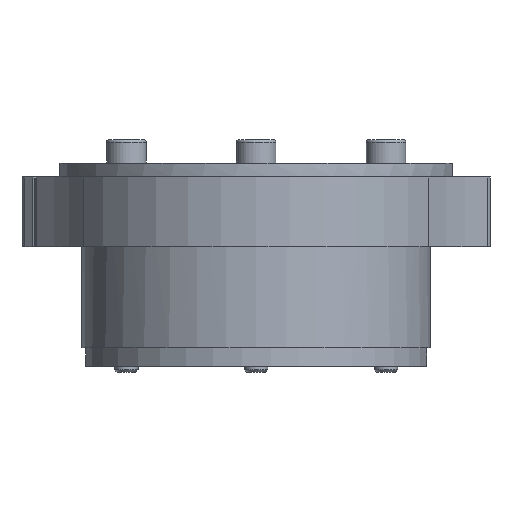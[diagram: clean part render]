
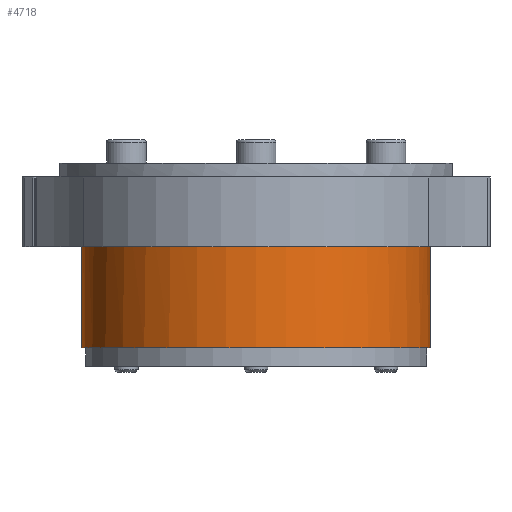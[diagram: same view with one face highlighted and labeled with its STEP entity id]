
A CAD part, front view. The second image highlights one B-rep face of the part: STEP entity #4718.
In plain terms, the highlighted cylindrical face has radius 37.5 mm (diameter 75 mm), a partial arc.
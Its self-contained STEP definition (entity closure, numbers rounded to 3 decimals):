
#103=CYLINDRICAL_SURFACE('',#5223,37.5);
#341=FACE_OUTER_BOUND('',#610,.T.);
#610=EDGE_LOOP('',(#3666,#3667,#3668,#3669,#3670,#3671));
#784=LINE('',#7076,#1134);
#785=LINE('',#7078,#1135);
#1134=VECTOR('',#5644,10.);
#1135=VECTOR('',#5647,10.);
#1617=CIRCLE('',#5208,37.5);
#1627=CIRCLE('',#5219,37.5);
#1629=CIRCLE('',#5221,37.5);
#1630=CIRCLE('',#5224,37.5);
#1769=VERTEX_POINT('',#7046);
#1770=VERTEX_POINT('',#7048);
#1777=VERTEX_POINT('',#7063);
#1780=VERTEX_POINT('',#7069);
#2021=VERTEX_POINT('',#7876);
#2025=VERTEX_POINT('',#7884);
#2244=EDGE_CURVE('',#1777,#1770,#784,.T.);
#2246=EDGE_CURVE('',#1769,#1780,#785,.T.);
#2589=EDGE_CURVE('',#1770,#1769,#1617,.T.);
#2603=EDGE_CURVE('',#2025,#1780,#1627,.T.);
#2605=EDGE_CURVE('',#1777,#2021,#1629,.T.);
#2606=EDGE_CURVE('',#2021,#2025,#1630,.T.);
#3666=ORIENTED_EDGE('',*,*,#2589,.T.);
#3667=ORIENTED_EDGE('',*,*,#2246,.T.);
#3668=ORIENTED_EDGE('',*,*,#2603,.F.);
#3669=ORIENTED_EDGE('',*,*,#2606,.F.);
#3670=ORIENTED_EDGE('',*,*,#2605,.F.);
#3671=ORIENTED_EDGE('',*,*,#2244,.T.);
#4718=ADVANCED_FACE('',(#341),#103,.T.);
#5208=AXIS2_PLACEMENT_3D('',#7857,#6348,#6349);
#5219=AXIS2_PLACEMENT_3D('',#7886,#6374,#6375);
#5221=AXIS2_PLACEMENT_3D('',#7888,#6378,#6379);
#5223=AXIS2_PLACEMENT_3D('',#7890,#6382,#6383);
#5224=AXIS2_PLACEMENT_3D('',#7891,#6384,#6385);
#5644=DIRECTION('',(0.,0.,-1.));
#5647=DIRECTION('',(0.,0.,1.));
#6348=DIRECTION('center_axis',(0.,0.,
1.));
#6349=DIRECTION('ref_axis',(-1.,0.,0.));
#6374=DIRECTION('center_axis',(0.,0.,
1.));
#6375=DIRECTION('ref_axis',(-1.,0.,0.));
#6378=DIRECTION('center_axis',(0.,0.,
1.));
#6379=DIRECTION('ref_axis',(-1.,0.,0.));
#6382=DIRECTION('center_axis',(0.,0.,
1.));
#6383=DIRECTION('ref_axis',(-1.,0.,0.));
#6384=DIRECTION('center_axis',(0.,0.,
1.));
#6385=DIRECTION('ref_axis',(-1.,0.,0.));
#7046=CARTESIAN_POINT('',(37.5,0.,-21.75));
#7048=CARTESIAN_POINT('',(-37.5,0.,-21.75));
#7063=CARTESIAN_POINT('',(-37.5,0.,15.));
#7069=CARTESIAN_POINT('',(37.5,0.,15.));
#7076=CARTESIAN_POINT('',(-37.5,0.,-21.75));
#7078=CARTESIAN_POINT('',(37.5,0.,-21.75));
#7857=CARTESIAN_POINT('Origin',(0.,0.,
-21.75));
#7876=CARTESIAN_POINT('',(-37.47,-1.5,15.));
#7884=CARTESIAN_POINT('',(37.47,-1.5,15.));
#7886=CARTESIAN_POINT('Origin',(0.,0.,
15.));
#7888=CARTESIAN_POINT('Origin',(0.,0.,
15.));
#7890=CARTESIAN_POINT('Origin',(0.,0.,
-21.75));
#7891=CARTESIAN_POINT('Origin',(0.,0.,
15.));
